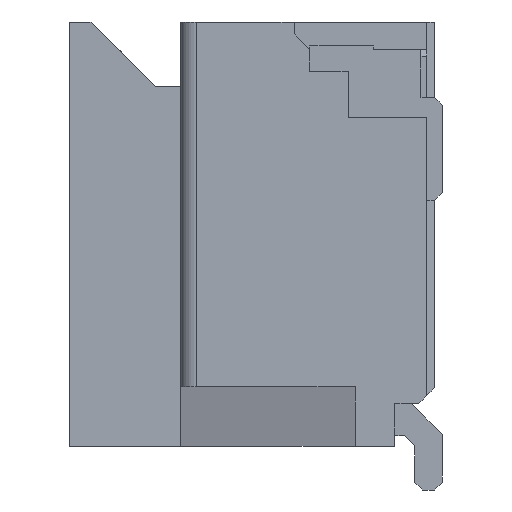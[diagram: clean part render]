
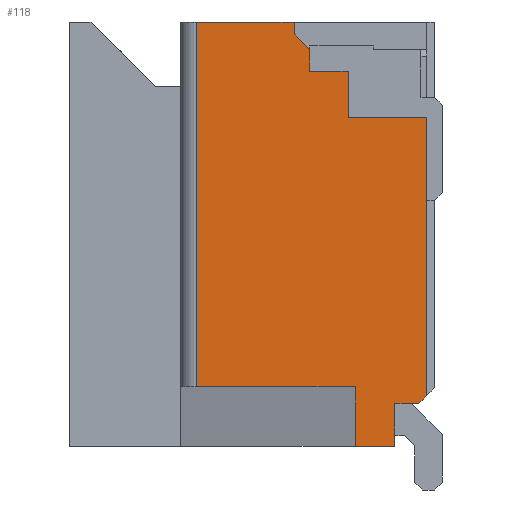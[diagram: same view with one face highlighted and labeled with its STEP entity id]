
A CAD part, left-side view. The second image highlights one B-rep face of the part: STEP entity #118.
In plain terms, the highlighted planar face has unit normal (-1, 0, 0).
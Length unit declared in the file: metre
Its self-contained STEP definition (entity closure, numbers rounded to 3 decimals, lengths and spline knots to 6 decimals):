
#118 = ADVANCED_FACE( '', ( #495 ), #496, .T. );
#495 = FACE_OUTER_BOUND( '', #1095, .T. );
#496 = PLANE( '', #1096 );
#1095 = EDGE_LOOP( '', ( #2184, #2185, #2186, #2187, #2188, #2189, #2190, #2191, #2192, #2193, #2194, #2195, #2196, #2197, #2198 ) );
#1096 = AXIS2_PLACEMENT_3D( '', #2199, #2200, #2201 );
#2184 = ORIENTED_EDGE( '', *, *, #4457, .T. );
#2185 = ORIENTED_EDGE( '', *, *, #4458, .F. );
#2186 = ORIENTED_EDGE( '', *, *, #4086, .F. );
#2187 = ORIENTED_EDGE( '', *, *, #4099, .T. );
#2188 = ORIENTED_EDGE( '', *, *, #4459, .F. );
#2189 = ORIENTED_EDGE( '', *, *, #4460, .T. );
#2190 = ORIENTED_EDGE( '', *, *, #4461, .F. );
#2191 = ORIENTED_EDGE( '', *, *, #4462, .T. );
#2192 = ORIENTED_EDGE( '', *, *, #4463, .T. );
#2193 = ORIENTED_EDGE( '', *, *, #4464, .T. );
#2194 = ORIENTED_EDGE( '', *, *, #4268, .T. );
#2195 = ORIENTED_EDGE( '', *, *, #4465, .T. );
#2196 = ORIENTED_EDGE( '', *, *, #4466, .F. );
#2197 = ORIENTED_EDGE( '', *, *, #4467, .T. );
#2198 = ORIENTED_EDGE( '', *, *, #4468, .T. );
#2199 = CARTESIAN_POINT( '', ( -0.006, 0.0016, -0.002675 ) );
#2200 = DIRECTION( '', ( -1., 0., 0. ) );
#2201 = DIRECTION( '', ( 0., 0., 1. ) );
#4086 = EDGE_CURVE( '', #4922, #4923, #4924, .T. );
#4099 = EDGE_CURVE( '', #4922, #4946, #4949, .T. );
#4268 = EDGE_CURVE( '', #5278, #5275, #5279, .T. );
#4457 = EDGE_CURVE( '', #5624, #5625, #5626, .T. );
#4458 = EDGE_CURVE( '', #4923, #5625, #5627, .T. );
#4459 = EDGE_CURVE( '', #5628, #4946, #5629, .T. );
#4460 = EDGE_CURVE( '', #5628, #5630, #5631, .T. );
#4461 = EDGE_CURVE( '', #5632, #5630, #5633, .T. );
#4462 = EDGE_CURVE( '', #5632, #5634, #5635, .T. );
#4463 = EDGE_CURVE( '', #5634, #5636, #5637, .T. );
#4464 = EDGE_CURVE( '', #5636, #5278, #5638, .T. );
#4465 = EDGE_CURVE( '', #5275, #5639, #5640, .T. );
#4466 = EDGE_CURVE( '', #5641, #5639, #5642, .T. );
#4467 = EDGE_CURVE( '', #5641, #5643, #5644, .T. );
#4468 = EDGE_CURVE( '', #5643, #5624, #5645, .T. );
#4922 = VERTEX_POINT( '', #6303 );
#4923 = VERTEX_POINT( '', #6304 );
#4924 = LINE( '', #6305, #6306 );
#4946 = VERTEX_POINT( '', #6339 );
#4949 = LINE( '', #6343, #6344 );
#5275 = VERTEX_POINT( '', #6837 );
#5278 = VERTEX_POINT( '', #6841 );
#5279 = LINE( '', #6842, #6843 );
#5624 = VERTEX_POINT( '', #7374 );
#5625 = VERTEX_POINT( '', #7375 );
#5626 = LINE( '', #7376, #7377 );
#5627 = LINE( '', #7378, #7379 );
#5628 = VERTEX_POINT( '', #7380 );
#5629 = LINE( '', #7381, #7382 );
#5630 = VERTEX_POINT( '', #7383 );
#5631 = LINE( '', #7384, #7385 );
#5632 = VERTEX_POINT( '', #7386 );
#5633 = LINE( '', #7387, #7388 );
#5634 = VERTEX_POINT( '', #7389 );
#5635 = LINE( '', #7390, #7391 );
#5636 = VERTEX_POINT( '', #7392 );
#5637 = LINE( '', #7393, #7394 );
#5638 = LINE( '', #7395, #7396 );
#5639 = VERTEX_POINT( '', #7397 );
#5640 = LINE( '', #7398, #7399 );
#5641 = VERTEX_POINT( '', #7400 );
#5642 = LINE( '', #7401, #7402 );
#5643 = VERTEX_POINT( '', #7403 );
#5644 = LINE( '', #7404, #7405 );
#5645 = LINE( '', #7406, #7407 );
#6303 = CARTESIAN_POINT( '', ( -0.006, -0.0011, -0.002675 ) );
#6304 = CARTESIAN_POINT( '', ( -0.006, -0.0006, -0.002675 ) );
#6305 = CARTESIAN_POINT( '', ( -0.006, -0.0011, -0.002675 ) );
#6306 = VECTOR( '', #8466, 1. );
#6339 = CARTESIAN_POINT( '', ( -0.006, -0.0011, -0.002135 ) );
#6343 = CARTESIAN_POINT( '', ( -0.006, -0.0011, -0.002675 ) );
#6344 = VECTOR( '', #8479, 1. );
#6837 = CARTESIAN_POINT( '', ( -0.006, -0.00003, 0.002325 ) );
#6841 = CARTESIAN_POINT( '', ( -0.006, -0.00003, 0.002055 ) );
#6842 = CARTESIAN_POINT( '', ( -0.006, -0.00003, 0.002055 ) );
#6843 = VECTOR( '', #8648, 1. );
#7374 = CARTESIAN_POINT( '', ( -0.006, 0.0014, -0.001925 ) );
#7375 = CARTESIAN_POINT( '', ( -0.006, -0.0006, -0.001925 ) );
#7376 = CARTESIAN_POINT( '', ( -0.006, 0.0014, -0.001925 ) );
#7377 = VECTOR( '', #8841, 1. );
#7378 = CARTESIAN_POINT( '', ( -0.006, -0.0006, -0.002675 ) );
#7379 = VECTOR( '', #8842, 1. );
#7380 = CARTESIAN_POINT( '', ( -0.006, -0.0014, -0.002135 ) );
#7381 = CARTESIAN_POINT( '', ( -0.006, -0.0014, -0.002135 ) );
#7382 = VECTOR( '', #8843, 1. );
#7383 = CARTESIAN_POINT( '', ( -0.006, -0.0015, -0.002035 ) );
#7384 = CARTESIAN_POINT( '', ( -0.006, -0.0014, -0.002135 ) );
#7385 = VECTOR( '', #8844, 1. );
#7386 = CARTESIAN_POINT( '', ( -0.006, -0.0015, 0.001475 ) );
#7387 = CARTESIAN_POINT( '', ( -0.006, -0.0015, 0.001475 ) );
#7388 = VECTOR( '', #8845, 1. );
#7389 = CARTESIAN_POINT( '', ( -0.006, -0.00051, 0.001475 ) );
#7390 = CARTESIAN_POINT( '', ( -0.006, -0.0015, 0.001475 ) );
#7391 = VECTOR( '', #8846, 1. );
#7392 = CARTESIAN_POINT( '', ( -0.006, -0.00051, 0.002055 ) );
#7393 = CARTESIAN_POINT( '', ( -0.006, -0.00051, 0.001475 ) );
#7394 = VECTOR( '', #8847, 1. );
#7395 = CARTESIAN_POINT( '', ( -0.006, -0.00051, 0.002055 ) );
#7396 = VECTOR( '', #8848, 1. );
#7397 = CARTESIAN_POINT( '', ( -0.006, 0.00017, 0.002525 ) );
#7398 = CARTESIAN_POINT( '', ( -0.006, -0.00003, 0.002325 ) );
#7399 = VECTOR( '', #8849, 1. );
#7400 = CARTESIAN_POINT( '', ( -0.006, 0.00017, 0.002675 ) );
#7401 = CARTESIAN_POINT( '', ( -0.006, 0.00017, 0.002675 ) );
#7402 = VECTOR( '', #8850, 1. );
#7403 = CARTESIAN_POINT( '', ( -0.006, 0.0014, 0.002675 ) );
#7404 = CARTESIAN_POINT( '', ( -0.006, 0.00017, 0.002675 ) );
#7405 = VECTOR( '', #8851, 1. );
#7406 = CARTESIAN_POINT( '', ( -0.006, 0.0014, 0.002675 ) );
#7407 = VECTOR( '', #8852, 1. );
#8466 = DIRECTION( '', ( 0., 1., 0. ) );
#8479 = DIRECTION( '', ( 0., 0., 1. ) );
#8648 = DIRECTION( '', ( 0., 0., 1. ) );
#8841 = DIRECTION( '', ( 0., -1., 0. ) );
#8842 = DIRECTION( '', ( 0., 0., 1. ) );
#8843 = DIRECTION( '', ( 0., 1., 0. ) );
#8844 = DIRECTION( '', ( 0., -0.707, 0.707 ) );
#8845 = DIRECTION( '', ( 0., 0., -1. ) );
#8846 = DIRECTION( '', ( 0., 1., 0. ) );
#8847 = DIRECTION( '', ( 0., 0., 1. ) );
#8848 = DIRECTION( '', ( 0., 1., 0. ) );
#8849 = DIRECTION( '', ( 0., 0.707, 0.707 ) );
#8850 = DIRECTION( '', ( 0., 0., -1. ) );
#8851 = DIRECTION( '', ( 0., 1., 0. ) );
#8852 = DIRECTION( '', ( 0., 0., -1. ) );
